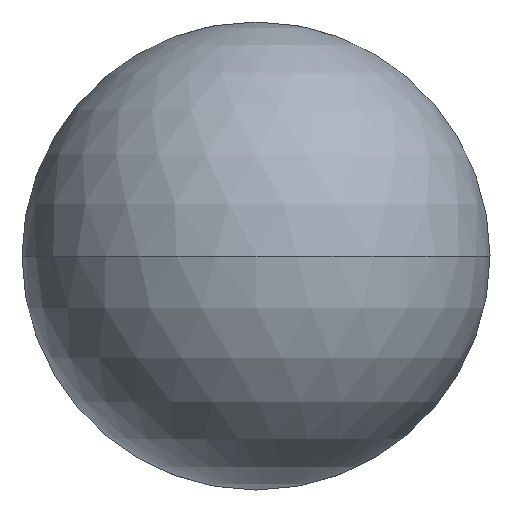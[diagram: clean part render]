
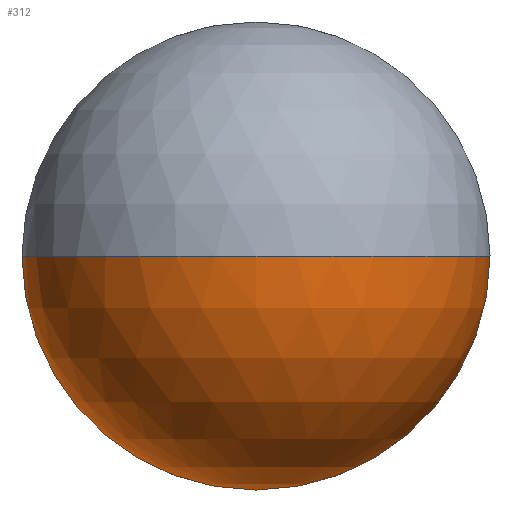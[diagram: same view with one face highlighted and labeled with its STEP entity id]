
A CAD part, front view. The second image highlights one B-rep face of the part: STEP entity #312.
In plain terms, the highlighted spherical face has radius 12.7 mm.
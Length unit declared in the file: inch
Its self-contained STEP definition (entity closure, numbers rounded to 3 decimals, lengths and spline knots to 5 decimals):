
#17 = CARTESIAN_POINT ( 'NONE',  ( 0., 0.5, 0. ) ) ;
#25 = EDGE_CURVE ( 'NONE', #161, #285, #212, .T. ) ;
#36 = CIRCLE ( 'NONE', #201, 0.5 ) ;
#37 = ORIENTED_EDGE ( 'NONE', *, *, #402, .T. ) ;
#38 = DIRECTION ( 'NONE',  ( 0., 0., -1. ) ) ;
#65 = VERTEX_POINT ( 'NONE', #141 ) ;
#77 = CARTESIAN_POINT ( 'NONE',  ( 0., 0.5, 0. ) ) ;
#94 = DIRECTION ( 'NONE',  ( 1., 0., 0. ) ) ;
#96 = CARTESIAN_POINT ( 'NONE',  ( -0.5, 0.5, 0. ) ) ;
#130 = ORIENTED_EDGE ( 'NONE', *, *, #187, .F. ) ;
#136 = DIRECTION ( 'NONE',  ( -1., 0., 0. ) ) ;
#141 = CARTESIAN_POINT ( 'NONE',  ( 0.5, 0.5, 0. ) ) ;
#161 = VERTEX_POINT ( 'NONE', #96 ) ;
#163 = CARTESIAN_POINT ( 'NONE',  ( 0., 0., 0. ) ) ;
#166 = AXIS2_PLACEMENT_3D ( 'NONE', #77, #266, #521 ) ;
#173 = EDGE_LOOP ( 'NONE', ( #383, #514, #37, #130 ) ) ;
#181 = CARTESIAN_POINT ( 'NONE',  ( 0., 0.5, -0.5 ) ) ;
#187 = EDGE_CURVE ( 'NONE', #161, #465, #251, .T. ) ;
#194 = AXIS2_PLACEMENT_3D ( 'NONE', #475, #229, #339 ) ;
#196 = AXIS2_PLACEMENT_3D ( 'NONE', #439, #38, #136 ) ;
#201 = AXIS2_PLACEMENT_3D ( 'NONE', #314, #454, #445 ) ;
#212 = CIRCLE ( 'NONE', #194, 0.5 ) ;
#229 = DIRECTION ( 'NONE',  ( 0., -1., 0. ) ) ;
#242 = DIRECTION ( 'NONE',  ( 0., 0., 1. ) ) ;
#251 = CIRCLE ( 'NONE', #271, 0.5 ) ;
#260 = EDGE_CURVE ( 'NONE', #285, #65, #504, .T. ) ;
#266 = DIRECTION ( 'NONE',  ( 0., -1., 0. ) ) ;
#268 = SPHERICAL_SURFACE ( 'NONE', #196, 0.5 ) ;
#271 = AXIS2_PLACEMENT_3D ( 'NONE', #17, #242, #94 ) ;
#285 = VERTEX_POINT ( 'NONE', #181 ) ;
#312 = ADVANCED_FACE ( 'NONE', ( #513 ), #268, .T. ) ;
#314 = CARTESIAN_POINT ( 'NONE',  ( 0., 0.5, 0. ) ) ;
#339 = DIRECTION ( 'NONE',  ( 0., 0., -1. ) ) ;
#383 = ORIENTED_EDGE ( 'NONE', *, *, #25, .T. ) ;
#402 = EDGE_CURVE ( 'NONE', #65, #465, #36, .T. ) ;
#439 = CARTESIAN_POINT ( 'NONE',  ( 0., 0.5, 0. ) ) ;
#445 = DIRECTION ( 'NONE',  ( -1., 0., 0. ) ) ;
#454 = DIRECTION ( 'NONE',  ( 0., 0., -1. ) ) ;
#465 = VERTEX_POINT ( 'NONE', #163 ) ;
#475 = CARTESIAN_POINT ( 'NONE',  ( 0., 0.5, 0. ) ) ;
#504 = CIRCLE ( 'NONE', #166, 0.5 ) ;
#513 = FACE_OUTER_BOUND ( 'NONE', #173, .T. ) ;
#514 = ORIENTED_EDGE ( 'NONE', *, *, #260, .T. ) ;
#521 = DIRECTION ( 'NONE',  ( 0., 0., -1. ) ) ;
